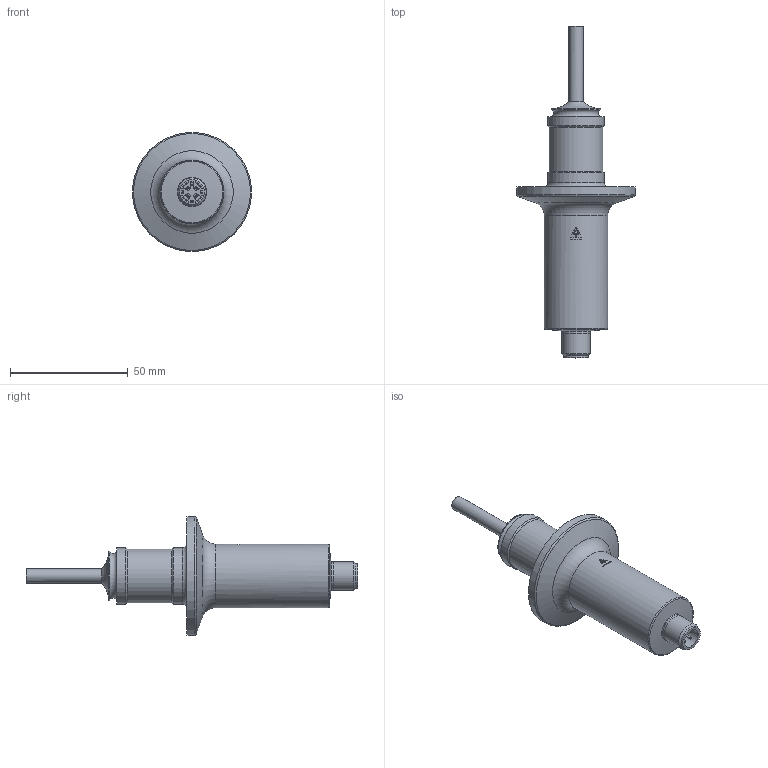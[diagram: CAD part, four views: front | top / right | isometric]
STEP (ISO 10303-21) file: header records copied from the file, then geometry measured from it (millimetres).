
FILE_DESCRIPTION(/* description */ ('Unknown'),/* implementation_level */ '2;1');
FILE_NAME(/* name */ 'Strömi_DN38-3A_32mm',/* time_stamp */ '2017-05-29T10:29:26+02:00',/* author */ ('Unknown'),/* organization */ ('Unknown'),/* preprocessor_version */ 'ST-DEVELOPER v16.7',/* originating_system */ 'DEX',/* authorisation */ $);
FILE_SCHEMA (('AUTOMOTIVE_DESIGN {1 0 10303 214 3 1 1}'));
Length unit declared in the file: millimetre
Products named in the file (1): TK_Strömi_DN38-3A_32mm
Bounding box: 50.31 x 140.7 x 50.31 mm (x, y, z)
Volume: 58906.8 mm3; surface area: 13421 mm2
Topology: 1 solids, 2 shells, 94 faces, 224 edges, 142 vertices
Faces by surface type: cylinder 38, plane 35, cone 11, torus 10
Full cylindrical faces by diameter (mm): 1 x4, 6 x1, 8.3 x1, 9.4 x1, 9.5 x1, 9.9 x1, 10 x1, 10.5 x1, 12 x2, 21 x1, 22.8 x1, 24 x2, 27 x1, 50.5 x1
Entity records: 3118 total; most frequent: DIRECTION 465, CARTESIAN_POINT 398, ORIENTED_EDGE 344, AXIS2_PLACEMENT_3D 198, EDGE_CURVE 172, EDGE_LOOP 145, FACE_BOUND 145, VERTEX_POINT 131
